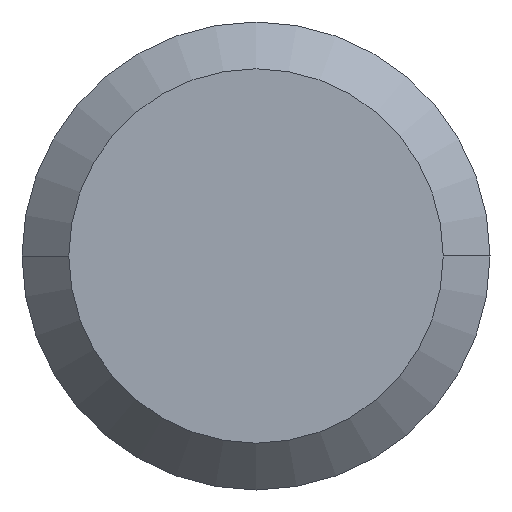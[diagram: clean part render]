
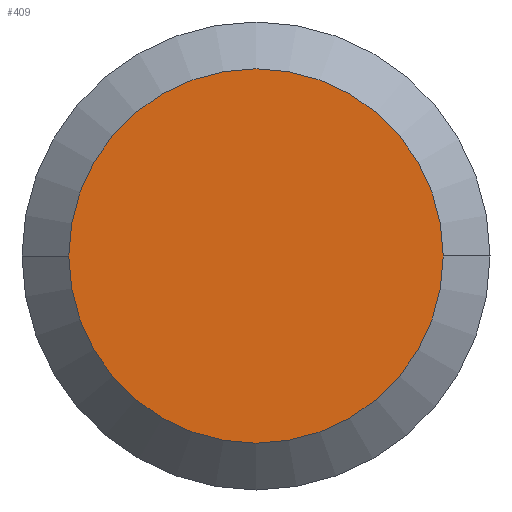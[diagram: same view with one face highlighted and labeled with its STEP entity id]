
A CAD part, left-side view. The second image highlights one B-rep face of the part: STEP entity #409.
In plain terms, the highlighted planar face has unit normal (-1, 0, 0).
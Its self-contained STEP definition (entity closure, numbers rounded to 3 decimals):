
#7 = CARTESIAN_POINT ( 'NONE',  ( 0., -2.4, 0. ) ) ;
#13 = AXIS2_PLACEMENT_3D ( 'NONE', #329, #127, #342 ) ;
#85 = CARTESIAN_POINT ( 'NONE',  ( 0., 2.4, 0. ) ) ;
#97 = DIRECTION ( 'NONE',  ( 1., 0., 0. ) ) ;
#126 = VERTEX_POINT ( 'NONE', #85 ) ;
#127 = DIRECTION ( 'NONE',  ( -1., 0., 0. ) ) ;
#137 = FACE_OUTER_BOUND ( 'NONE', #415, .T. ) ;
#184 = DIRECTION ( 'NONE',  ( 1., 0., 0. ) ) ;
#221 = CARTESIAN_POINT ( 'NONE',  ( 0., 0., 0. ) ) ;
#234 = PLANE ( 'NONE',  #13 ) ;
#243 = EDGE_CURVE ( 'NONE', #126, #405, #380, .T. ) ;
#252 = AXIS2_PLACEMENT_3D ( 'NONE', #387, #184, #253 ) ;
#253 = DIRECTION ( 'NONE',  ( 0., 1., 0. ) ) ;
#265 = EDGE_CURVE ( 'NONE', #405, #126, #336, .T. ) ;
#276 = ORIENTED_EDGE ( 'NONE', *, *, #243, .F. ) ;
#327 = AXIS2_PLACEMENT_3D ( 'NONE', #221, #97, #328 ) ;
#328 = DIRECTION ( 'NONE',  ( 0., 1., 0. ) ) ;
#329 = CARTESIAN_POINT ( 'NONE',  ( 0., 0., 0. ) ) ;
#336 = CIRCLE ( 'NONE', #327, 2.4 ) ;
#342 = DIRECTION ( 'NONE',  ( 0., -1., 0. ) ) ;
#344 = ORIENTED_EDGE ( 'NONE', *, *, #265, .F. ) ;
#380 = CIRCLE ( 'NONE', #252, 2.4 ) ;
#387 = CARTESIAN_POINT ( 'NONE',  ( 0., 0., 0. ) ) ;
#405 = VERTEX_POINT ( 'NONE', #7 ) ;
#409 = ADVANCED_FACE ( 'NONE', ( #137 ), #234, .T. ) ;
#415 = EDGE_LOOP ( 'NONE', ( #276, #344 ) ) ;
